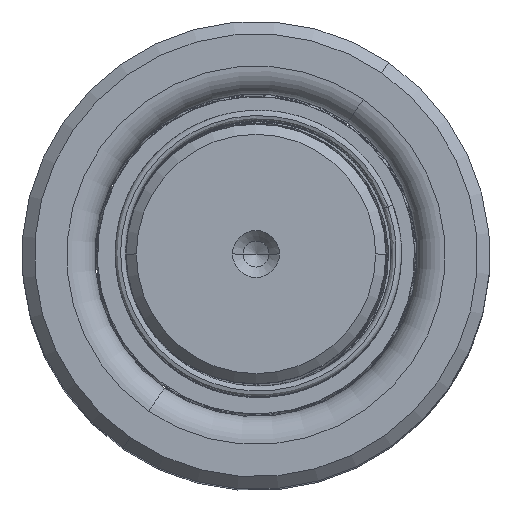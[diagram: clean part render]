
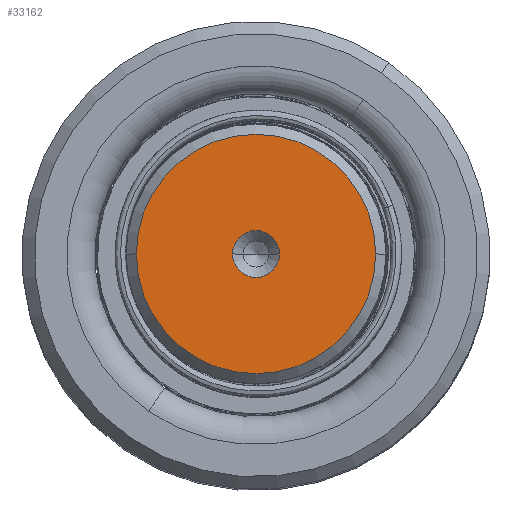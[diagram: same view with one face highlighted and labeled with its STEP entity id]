
A CAD part, top view. The second image highlights one B-rep face of the part: STEP entity #33162.
In plain terms, the highlighted planar face has unit normal (0, 0, 1).
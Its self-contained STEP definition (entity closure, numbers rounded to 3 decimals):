
#640 = VERTEX_POINT ( 'NONE', #23106 ) ;
#718 = DIRECTION ( 'NONE',  ( 0., 0., 1. ) ) ;
#2926 = CARTESIAN_POINT ( 'NONE',  ( 0., 0., 150. ) ) ;
#4782 = AXIS2_PLACEMENT_3D ( 'NONE', #53851, #6450, #10691 ) ;
#6450 = DIRECTION ( 'NONE',  ( 0., 0., 1. ) ) ;
#6498 = CIRCLE ( 'NONE', #14734, 11.509 ) ;
#7126 = ORIENTED_EDGE ( 'NONE', *, *, #8040, .T. ) ;
#7837 = CARTESIAN_POINT ( 'NONE',  ( -2.25, 0., 150. ) ) ;
#8040 = EDGE_CURVE ( 'NONE', #40663, #13997, #6498, .T. ) ;
#8498 = DIRECTION ( 'NONE',  ( 1., 0., 0. ) ) ;
#10691 = DIRECTION ( 'NONE',  ( 1., 0., 0. ) ) ;
#11920 = EDGE_CURVE ( 'NONE', #22529, #640, #14389, .T. ) ;
#13195 = CIRCLE ( 'NONE', #40783, 11.509 ) ;
#13997 = VERTEX_POINT ( 'NONE', #39755 ) ;
#14389 = CIRCLE ( 'NONE', #24808, 2.25 ) ;
#14543 = ORIENTED_EDGE ( 'NONE', *, *, #28387, .F. ) ;
#14733 = ORIENTED_EDGE ( 'NONE', *, *, #32641, .T. ) ;
#14734 = AXIS2_PLACEMENT_3D ( 'NONE', #23117, #45027, #36128 ) ;
#16136 = DIRECTION ( 'NONE',  ( 0., 0., 1. ) ) ;
#19187 = FACE_OUTER_BOUND ( 'NONE', #51494, .T. ) ;
#21170 = CARTESIAN_POINT ( 'NONE',  ( 0., 0., 150. ) ) ;
#22529 = VERTEX_POINT ( 'NONE', #7837 ) ;
#23106 = CARTESIAN_POINT ( 'NONE',  ( 2.25, 0., 150. ) ) ;
#23117 = CARTESIAN_POINT ( 'NONE',  ( 0., 0., 150. ) ) ;
#24808 = AXIS2_PLACEMENT_3D ( 'NONE', #21170, #34031, #8498 ) ;
#28387 = EDGE_CURVE ( 'NONE', #640, #22529, #30775, .T. ) ;
#29206 = DIRECTION ( 'NONE',  ( 1., 0., 0. ) ) ;
#30775 = CIRCLE ( 'NONE', #4782, 2.25 ) ;
#32641 = EDGE_CURVE ( 'NONE', #13997, #40663, #13195, .T. ) ;
#33162 = ADVANCED_FACE ( 'NONE', ( #42486, #19187 ), #45299, .T. ) ;
#34031 = DIRECTION ( 'NONE',  ( 0., 0., 1. ) ) ;
#36128 = DIRECTION ( 'NONE',  ( 1., 0., 0. ) ) ;
#39754 = AXIS2_PLACEMENT_3D ( 'NONE', #2926, #718, #51424 ) ;
#39755 = CARTESIAN_POINT ( 'NONE',  ( -11.509, 0., 150. ) ) ;
#40663 = VERTEX_POINT ( 'NONE', #51048 ) ;
#40783 = AXIS2_PLACEMENT_3D ( 'NONE', #45733, #16136, #29206 ) ;
#42486 = FACE_BOUND ( 'NONE', #46163, .T. ) ;
#43612 = ORIENTED_EDGE ( 'NONE', *, *, #11920, .F. ) ;
#45027 = DIRECTION ( 'NONE',  ( 0., 0., 1. ) ) ;
#45299 = PLANE ( 'NONE',  #39754 ) ;
#45733 = CARTESIAN_POINT ( 'NONE',  ( 0., 0., 150. ) ) ;
#46163 = EDGE_LOOP ( 'NONE', ( #14543, #43612 ) ) ;
#51048 = CARTESIAN_POINT ( 'NONE',  ( 11.509, 0., 150. ) ) ;
#51424 = DIRECTION ( 'NONE',  ( 1., 0., 0. ) ) ;
#51494 = EDGE_LOOP ( 'NONE', ( #14733, #7126 ) ) ;
#53851 = CARTESIAN_POINT ( 'NONE',  ( 0., 0., 150. ) ) ;
